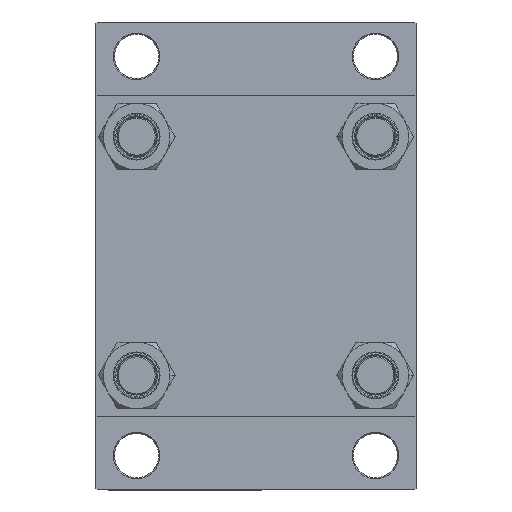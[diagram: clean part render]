
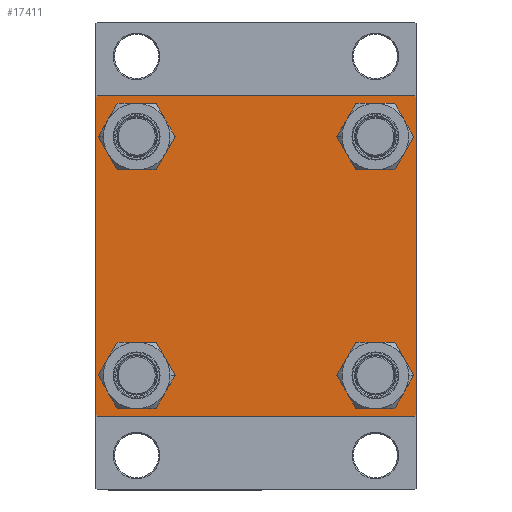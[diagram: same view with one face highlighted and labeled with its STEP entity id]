
A CAD part, left-side view. The second image highlights one B-rep face of the part: STEP entity #17411.
In plain terms, the highlighted planar face has unit normal (-1, 0, 0).
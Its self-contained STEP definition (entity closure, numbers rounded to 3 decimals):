
#219 = DIRECTION ( 'NONE',  ( 1., 0., 0. ) ) ;
#412 = DIRECTION ( 'NONE',  ( 1., 0., 0. ) ) ;
#425 = VECTOR ( 'NONE', #1473, 1000. ) ;
#932 = EDGE_LOOP ( 'NONE', ( #10121, #11963 ) ) ;
#1133 = CARTESIAN_POINT ( 'NONE',  ( 0., -64.5, -65. ) ) ;
#1357 = VERTEX_POINT ( 'NONE', #43580 ) ;
#1466 = AXIS2_PLACEMENT_3D ( 'NONE', #35558, #21083, #24952 ) ;
#1473 = DIRECTION ( 'NONE',  ( 0., -0.707, -0.707 ) ) ;
#1654 = EDGE_LOOP ( 'NONE', ( #43867, #11862 ) ) ;
#2647 = EDGE_CURVE ( 'NONE', #13891, #9468, #24230, .T. ) ;
#3059 = DIRECTION ( 'NONE',  ( 1., 0., 0. ) ) ;
#3200 = EDGE_CURVE ( 'NONE', #30286, #47325, #13456, .T. ) ;
#3511 = VERTEX_POINT ( 'NONE', #18059 ) ;
#3569 = CIRCLE ( 'NONE', #5124, 8.5 ) ;
#4646 = VECTOR ( 'NONE', #35413, 1000. ) ;
#5000 = VERTEX_POINT ( 'NONE', #16307 ) ;
#5124 = AXIS2_PLACEMENT_3D ( 'NONE', #23105, #412, #37096 ) ;
#5161 = EDGE_CURVE ( 'NONE', #18922, #28054, #10727, .T. ) ;
#5200 = ORIENTED_EDGE ( 'NONE', *, *, #29060, .T. ) ;
#5996 = DIRECTION ( 'NONE',  ( 1., 0., 0. ) ) ;
#6338 = AXIS2_PLACEMENT_3D ( 'NONE', #28628, #3059, #35624 ) ;
#6375 = FACE_BOUND ( 'NONE', #46176, .T. ) ;
#6596 = CARTESIAN_POINT ( 'NONE',  ( 0., -48.45, 48.45 ) ) ;
#6622 = PLANE ( 'NONE',  #1466 ) ;
#6687 = DIRECTION ( 'NONE',  ( 0., 0., -1. ) ) ;
#6862 = EDGE_CURVE ( 'NONE', #3511, #46917, #11154, .T. ) ;
#6870 = CIRCLE ( 'NONE', #21503, 8.5 ) ;
#7380 = DIRECTION ( 'NONE',  ( 0., -1., 0. ) ) ;
#8262 = VECTOR ( 'NONE', #37769, 1000. ) ;
#8344 = CARTESIAN_POINT ( 'NONE',  ( 0., 64.75, 64.75 ) ) ;
#8546 = ORIENTED_EDGE ( 'NONE', *, *, #31774, .T. ) ;
#9043 = ORIENTED_EDGE ( 'NONE', *, *, #6862, .T. ) ;
#9419 = CIRCLE ( 'NONE', #6338, 8.5 ) ;
#9468 = VERTEX_POINT ( 'NONE', #1133 ) ;
#9594 = DIRECTION ( 'NONE',  ( 0., 0., 1. ) ) ;
#9772 = FACE_BOUND ( 'NONE', #932, .T. ) ;
#9794 = EDGE_CURVE ( 'NONE', #46917, #3511, #3569, .T. ) ;
#10121 = ORIENTED_EDGE ( 'NONE', *, *, #33544, .T. ) ;
#10727 = LINE ( 'NONE', #44025, #37397 ) ;
#11154 = CIRCLE ( 'NONE', #28874, 8.5 ) ;
#11353 = ORIENTED_EDGE ( 'NONE', *, *, #2647, .T. ) ;
#11374 = DIRECTION ( 'NONE',  ( 0., 0., -1. ) ) ;
#11772 = CARTESIAN_POINT ( 'NONE',  ( 0., -65., -64.5 ) ) ;
#11862 = ORIENTED_EDGE ( 'NONE', *, *, #38136, .T. ) ;
#11879 = VERTEX_POINT ( 'NONE', #11772 ) ;
#11963 = ORIENTED_EDGE ( 'NONE', *, *, #3200, .T. ) ;
#12247 = EDGE_CURVE ( 'NONE', #33028, #21767, #41393, .T. ) ;
#12723 = VERTEX_POINT ( 'NONE', #36156 ) ;
#12965 = DIRECTION ( 'NONE',  ( 1., 0., 0. ) ) ;
#13456 = CIRCLE ( 'NONE', #20387, 8.5 ) ;
#13463 = LINE ( 'NONE', #16855, #4646 ) ;
#13891 = VERTEX_POINT ( 'NONE', #23434 ) ;
#14071 = DIRECTION ( 'NONE',  ( 0., -1., 0. ) ) ;
#14332 = ORIENTED_EDGE ( 'NONE', *, *, #9794, .T. ) ;
#14951 = DIRECTION ( 'NONE',  ( 0., 0., 1. ) ) ;
#14983 = CARTESIAN_POINT ( 'NONE',  ( 0., 65., 65. ) ) ;
#15539 = CARTESIAN_POINT ( 'NONE',  ( 0., -48.45, -39.95 ) ) ;
#16196 = CARTESIAN_POINT ( 'NONE',  ( 0., 64.75, -64.75 ) ) ;
#16307 = CARTESIAN_POINT ( 'NONE',  ( 0., 65., -64.5 ) ) ;
#16756 = CARTESIAN_POINT ( 'NONE',  ( 0., -48.45, -56.95 ) ) ;
#16786 = ORIENTED_EDGE ( 'NONE', *, *, #36626, .T. ) ;
#16855 = CARTESIAN_POINT ( 'NONE',  ( 0., -64.75, -64.75 ) ) ;
#17411 = ADVANCED_FACE ( 'NONE', ( #47405, #9772, #6375, #32648, #39208 ), #6622, .T. ) ;
#18059 = CARTESIAN_POINT ( 'NONE',  ( 0., 48.45, 39.95 ) ) ;
#18203 = CARTESIAN_POINT ( 'NONE',  ( 0., 48.45, -56.95 ) ) ;
#18754 = CIRCLE ( 'NONE', #40342, 8.5 ) ;
#18922 = VERTEX_POINT ( 'NONE', #30221 ) ;
#19633 = CARTESIAN_POINT ( 'NONE',  ( 0., -48.45, 48.45 ) ) ;
#20387 = AXIS2_PLACEMENT_3D ( 'NONE', #42243, #34505, #27265 ) ;
#21083 = DIRECTION ( 'NONE',  ( -1., 0., 0. ) ) ;
#21503 = AXIS2_PLACEMENT_3D ( 'NONE', #6596, #219, #14951 ) ;
#21767 = VERTEX_POINT ( 'NONE', #28415 ) ;
#21849 = LINE ( 'NONE', #32232, #45457 ) ;
#21966 = VERTEX_POINT ( 'NONE', #18203 ) ;
#22302 = EDGE_CURVE ( 'NONE', #33718, #12723, #6870, .T. ) ;
#22608 = CARTESIAN_POINT ( 'NONE',  ( 0., 48.45, 56.95 ) ) ;
#22728 = VECTOR ( 'NONE', #6687, 1000. ) ;
#22893 = CARTESIAN_POINT ( 'NONE',  ( 0., -64.5, 65. ) ) ;
#23105 = CARTESIAN_POINT ( 'NONE',  ( 0., 48.45, 48.45 ) ) ;
#23433 = LINE ( 'NONE', #16196, #425 ) ;
#23434 = CARTESIAN_POINT ( 'NONE',  ( 0., 64.5, -65. ) ) ;
#23861 = EDGE_CURVE ( 'NONE', #33028, #28054, #21849, .T. ) ;
#24017 = CIRCLE ( 'NONE', #41759, 8.5 ) ;
#24127 = CARTESIAN_POINT ( 'NONE',  ( 0., 48.45, -48.45 ) ) ;
#24230 = LINE ( 'NONE', #25182, #25790 ) ;
#24952 = DIRECTION ( 'NONE',  ( 0., 0., 1. ) ) ;
#25182 = CARTESIAN_POINT ( 'NONE',  ( 0., 65., -65. ) ) ;
#25790 = VECTOR ( 'NONE', #14071, 1000. ) ;
#27265 = DIRECTION ( 'NONE',  ( 0., 0., 1. ) ) ;
#28054 = VERTEX_POINT ( 'NONE', #22893 ) ;
#28218 = DIRECTION ( 'NONE',  ( 1., 0., 0. ) ) ;
#28415 = CARTESIAN_POINT ( 'NONE',  ( 0., 65., 64.5 ) ) ;
#28628 = CARTESIAN_POINT ( 'NONE',  ( 0., -48.45, -48.45 ) ) ;
#28874 = AXIS2_PLACEMENT_3D ( 'NONE', #38591, #5996, #32036 ) ;
#29043 = DIRECTION ( 'NONE',  ( 0., 0.707, 0.707 ) ) ;
#29060 = EDGE_CURVE ( 'NONE', #9468, #11879, #13463, .T. ) ;
#29868 = ORIENTED_EDGE ( 'NONE', *, *, #12247, .T. ) ;
#30221 = CARTESIAN_POINT ( 'NONE',  ( 0., -65., 64.5 ) ) ;
#30236 = DIRECTION ( 'NONE',  ( 0., 0., 1. ) ) ;
#30286 = VERTEX_POINT ( 'NONE', #16756 ) ;
#31057 = CARTESIAN_POINT ( 'NONE',  ( 0., 48.45, -48.45 ) ) ;
#31748 = ORIENTED_EDGE ( 'NONE', *, *, #5161, .T. ) ;
#31774 = EDGE_CURVE ( 'NONE', #21966, #1357, #24017, .T. ) ;
#32036 = DIRECTION ( 'NONE',  ( 0., 0., 1. ) ) ;
#32232 = CARTESIAN_POINT ( 'NONE',  ( 0., 65., 65. ) ) ;
#32648 = FACE_BOUND ( 'NONE', #36474, .T. ) ;
#32688 = ORIENTED_EDGE ( 'NONE', *, *, #44067, .F. ) ;
#32809 = ORIENTED_EDGE ( 'NONE', *, *, #23861, .F. ) ;
#33028 = VERTEX_POINT ( 'NONE', #43310 ) ;
#33544 = EDGE_CURVE ( 'NONE', #47325, #30286, #9419, .T. ) ;
#33718 = VERTEX_POINT ( 'NONE', #45029 ) ;
#34505 = DIRECTION ( 'NONE',  ( 1., 0., 0. ) ) ;
#35413 = DIRECTION ( 'NONE',  ( 0., -0.707, 0.707 ) ) ;
#35558 = CARTESIAN_POINT ( 'NONE',  ( 0., 0., 0. ) ) ;
#35624 = DIRECTION ( 'NONE',  ( 0., 0., 1. ) ) ;
#36100 = LINE ( 'NONE', #39750, #22728 ) ;
#36112 = ORIENTED_EDGE ( 'NONE', *, *, #45418, .T. ) ;
#36156 = CARTESIAN_POINT ( 'NONE',  ( 0., -48.45, 39.95 ) ) ;
#36219 = LINE ( 'NONE', #14983, #41895 ) ;
#36474 = EDGE_LOOP ( 'NONE', ( #14332, #9043 ) ) ;
#36626 = EDGE_CURVE ( 'NONE', #1357, #21966, #18754, .T. ) ;
#37096 = DIRECTION ( 'NONE',  ( 0., 0., 1. ) ) ;
#37293 = AXIS2_PLACEMENT_3D ( 'NONE', #19633, #42088, #30236 ) ;
#37397 = VECTOR ( 'NONE', #29043, 1000. ) ;
#37656 = EDGE_LOOP ( 'NONE', ( #41843, #36112, #11353, #5200, #32688, #31748, #32809, #29868 ) ) ;
#37769 = DIRECTION ( 'NONE',  ( 0., 0.707, -0.707 ) ) ;
#38136 = EDGE_CURVE ( 'NONE', #12723, #33718, #38836, .T. ) ;
#38591 = CARTESIAN_POINT ( 'NONE',  ( 0., 48.45, 48.45 ) ) ;
#38836 = CIRCLE ( 'NONE', #37293, 8.5 ) ;
#39208 = FACE_OUTER_BOUND ( 'NONE', #37656, .T. ) ;
#39750 = CARTESIAN_POINT ( 'NONE',  ( 0., -65., 65. ) ) ;
#40342 = AXIS2_PLACEMENT_3D ( 'NONE', #31057, #12965, #9594 ) ;
#40691 = EDGE_CURVE ( 'NONE', #21767, #5000, #36219, .T. ) ;
#41393 = LINE ( 'NONE', #8344, #8262 ) ;
#41759 = AXIS2_PLACEMENT_3D ( 'NONE', #24127, #28218, #45628 ) ;
#41843 = ORIENTED_EDGE ( 'NONE', *, *, #40691, .T. ) ;
#41895 = VECTOR ( 'NONE', #11374, 1000. ) ;
#42088 = DIRECTION ( 'NONE',  ( 1., 0., 0. ) ) ;
#42243 = CARTESIAN_POINT ( 'NONE',  ( 0., -48.45, -48.45 ) ) ;
#43310 = CARTESIAN_POINT ( 'NONE',  ( 0., 64.5, 65. ) ) ;
#43580 = CARTESIAN_POINT ( 'NONE',  ( 0., 48.45, -39.95 ) ) ;
#43867 = ORIENTED_EDGE ( 'NONE', *, *, #22302, .T. ) ;
#44025 = CARTESIAN_POINT ( 'NONE',  ( 0., -64.75, 64.75 ) ) ;
#44067 = EDGE_CURVE ( 'NONE', #18922, #11879, #36100, .T. ) ;
#45029 = CARTESIAN_POINT ( 'NONE',  ( 0., -48.45, 56.95 ) ) ;
#45418 = EDGE_CURVE ( 'NONE', #5000, #13891, #23433, .T. ) ;
#45457 = VECTOR ( 'NONE', #7380, 1000. ) ;
#45628 = DIRECTION ( 'NONE',  ( 0., 0., 1. ) ) ;
#46176 = EDGE_LOOP ( 'NONE', ( #16786, #8546 ) ) ;
#46917 = VERTEX_POINT ( 'NONE', #22608 ) ;
#47325 = VERTEX_POINT ( 'NONE', #15539 ) ;
#47405 = FACE_BOUND ( 'NONE', #1654, .T. ) ;
